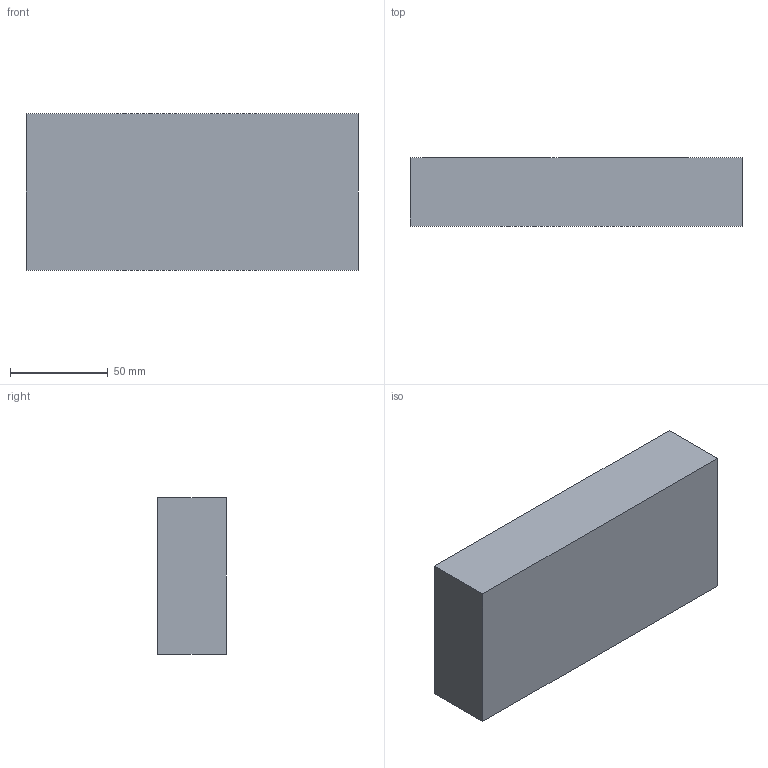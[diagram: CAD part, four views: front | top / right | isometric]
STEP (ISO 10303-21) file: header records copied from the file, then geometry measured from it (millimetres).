
FILE_DESCRIPTION(/* description */ (''),/* implementation_level */ '2;1');
FILE_NAME(/* name */ 'vax_stock.stp',/* time_stamp */ '2017-04-26T15:56:41+02:00',/* author */ (''),/* organization */ (''),/* preprocessor_version */ 'ST-DEVELOPER v16.13',/* originating_system */ 'Autodesk Translation Framework v6.1.1.50',/* authorisation */ '');
FILE_SCHEMA (('AUTOMOTIVE_DESIGN { 1 0 10303 214 3 1 1 }'));
Length unit declared in the file: millimetre
Products named in the file (1): vax_stock
Bounding box: 170 x 35 x 80 mm (x, y, z)
Volume: 317048.4 mm3; surface area: 59420.1 mm2
Topology: 1 solids, 1 shells, 57 faces, 163 edges, 94 vertices
Faces by surface type: plane 25, bspline 18, cone 8, sphere 6
Entity records: 2550 total; most frequent: CARTESIAN_POINT 1226, ORIENTED_EDGE 290, DIRECTION 239, EDGE_CURVE 145, VERTEX_POINT 92, AXIS2_PLACEMENT_3D 84, LINE 71, VECTOR 71
